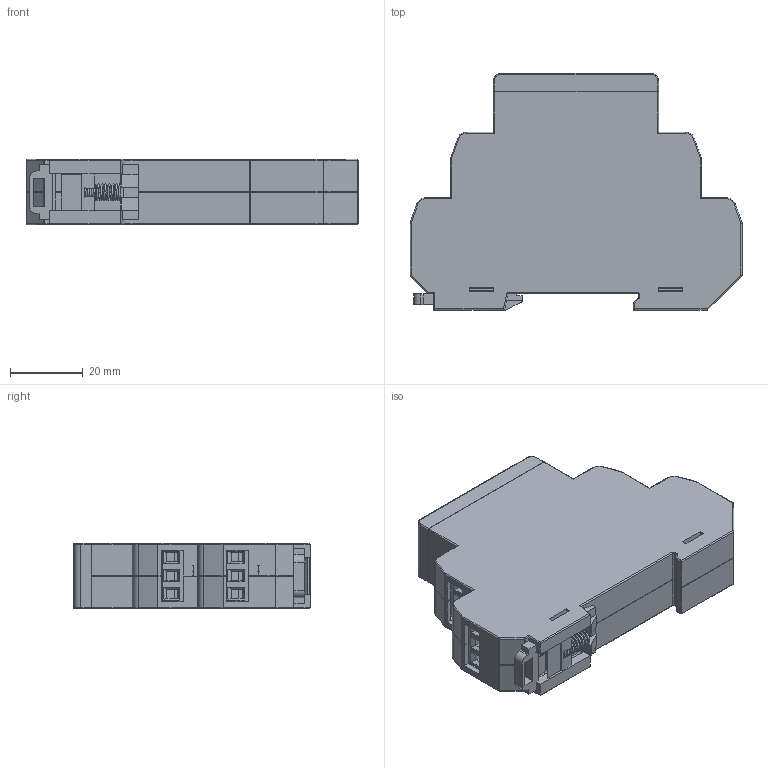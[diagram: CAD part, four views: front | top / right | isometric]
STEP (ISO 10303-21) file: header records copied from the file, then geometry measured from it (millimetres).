
FILE_DESCRIPTION (( 'STEP AP214' ), '1' );
FILE_NAME ('dtr2_3-2.STEP', '2017-08-29T07:35:00', ( '' ), ( '' ), 'SwSTEP 2.0', 'SolidWorks 2017', '' );
FILE_SCHEMA (( 'AUTOMOTIVE_DESIGN' ));
Length unit declared in the file: millimetre
Products named in the file (12): 牮赅_fm; 485_v3; çàù¸ëêà ñ ïðóæèíîé; 栺樇罻_male; ïðæ çàù1; ïðæ çàù2; êîëîäêà òðîéêà çåë¸íàÿ; 485_v3_3å3; 栺樇罻_female; dtr2_3-2; ïðæ çàù3; êîëîäêà 2 çåë¸íàÿ
Assembly tree (13 placements, depth 3):
  dtr2_3-2
    栺樇罻_male
    栺樇罻_female
    牮赅_fm
    çàù¸ëêà ñ ïðóæèíîé
      ïðæ çàù1
      ïðæ çàù2
      ïðæ çàù3
    485_v3_3å3
      485_v3
      êîëîäêà òðîéêà çåë¸íàÿ
      êîëîäêà 2 çåë¸íàÿ
    êîëîäêà òðîéêà çåë¸íàÿ
    êîëîäêà 2 çåë¸íàÿ
Bounding box: 91.5 x 65.3 x 18 mm (x, y, z)
Volume: 29580.2 mm3; surface area: 39079.4 mm2
Topology: 11 solids, 11 shells, 1187 faces, 2967 edges, 1836 vertices
Faces by surface type: plane 618, cylinder 443, torus 108, sphere 16, bspline 2
Entity records: 44374 total; most frequent: CARTESIAN_POINT 8774, ORIENTED_EDGE 5074, DIRECTION 4899, EDGE_CURVE 2537, LINE 1745, VECTOR 1745, AXIS2_PLACEMENT_3D 1577, VERTEX_POINT 1564
